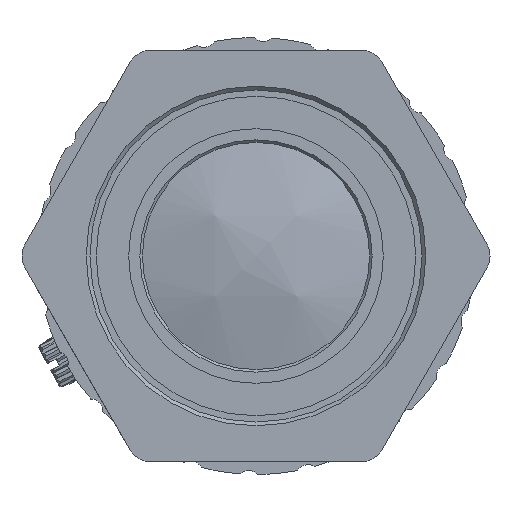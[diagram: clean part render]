
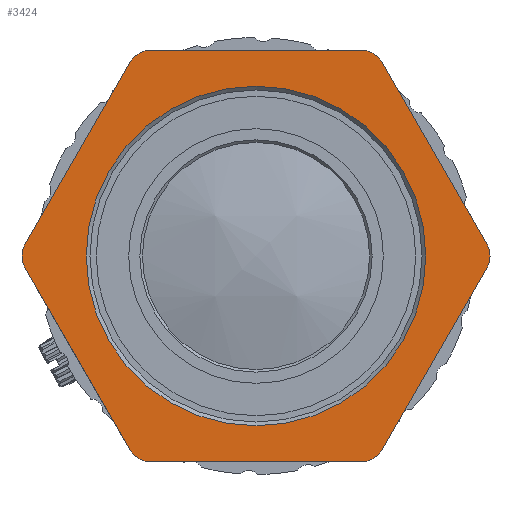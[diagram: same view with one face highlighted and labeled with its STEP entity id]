
A CAD part, left-side view. The second image highlights one B-rep face of the part: STEP entity #3424.
In plain terms, the highlighted planar face has unit normal (-1, 0, 0).
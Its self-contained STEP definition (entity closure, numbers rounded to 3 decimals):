
#1 = DIRECTION ( 'NONE',  ( 0., 0., 1. ) ) ;
#450 = CARTESIAN_POINT ( 'NONE',  ( -21.538, -13.632, 46.5 ) ) ;
#453 = CARTESIAN_POINT ( 'NONE',  ( -21.538, 22.164, 46.5 ) ) ;
#612 = CARTESIAN_POINT ( 'NONE',  ( -21.538, -15.364, 45.5 ) ) ;
#617 = DIRECTION ( 'NONE',  ( 0., -0.5, -0.866 ) ) ;
#637 = DIRECTION ( 'NONE',  ( 0., 0., 1. ) ) ;
#684 = VECTOR ( 'NONE', #11841, 1000. ) ;
#925 = DIRECTION ( 'NONE',  ( 0., 0., 1. ) ) ;
#949 = EDGE_CURVE ( 'NONE', #5940, #12330, #5157, .T. ) ;
#1495 = ORIENTED_EDGE ( 'NONE', *, *, #6230, .F. ) ;
#1571 = CARTESIAN_POINT ( 'NONE',  ( -21.538, -15.941, 46.5 ) ) ;
#1739 = CARTESIAN_POINT ( 'NONE',  ( -21.538, -6.992, 62. ) ) ;
#1891 = CARTESIAN_POINT ( 'NONE',  ( -21.538, 21.586, 45.5 ) ) ;
#1914 = CARTESIAN_POINT ( 'NONE',  ( -21.538, 13.215, 31. ) ) ;
#1931 = VECTOR ( 'NONE', #12576, 1000. ) ;
#2114 = CIRCLE ( 'NONE', #8495, 2. ) ;
#2321 = CIRCLE ( 'NONE', #6359, 13.6 ) ;
#2367 = AXIS2_PLACEMENT_3D ( 'NONE', #14351, #14195, #5646 ) ;
#2419 = VERTEX_POINT ( 'NONE', #612 ) ;
#2433 = CARTESIAN_POINT ( 'NONE',  ( -21.538, -15.364, 47.5 ) ) ;
#2547 = EDGE_CURVE ( 'NONE', #15717, #3585, #2114, .T. ) ;
#2674 = VERTEX_POINT ( 'NONE', #2433 ) ;
#2802 = ORIENTED_EDGE ( 'NONE', *, *, #15022, .F. ) ;
#2988 = LINE ( 'NONE', #7929, #11648 ) ;
#3063 = DIRECTION ( 'NONE',  ( 0., -1., 0. ) ) ;
#3275 = VERTEX_POINT ( 'NONE', #1914 ) ;
#3424 = ADVANCED_FACE ( 'NONE', ( #3510, #10935 ), #4784, .F. ) ;
#3510 = FACE_OUTER_BOUND ( 'NONE', #12028, .T. ) ;
#3550 = EDGE_CURVE ( 'NONE', #12330, #2674, #9152, .T. ) ;
#3585 = VERTEX_POINT ( 'NONE', #3761 ) ;
#3591 = VERTEX_POINT ( 'NONE', #4205 ) ;
#3741 = CIRCLE ( 'NONE', #5005, 2. ) ;
#3750 = CIRCLE ( 'NONE', #9344, 2. ) ;
#3761 = CARTESIAN_POINT ( 'NONE',  ( -21.538, -5.26, 30. ) ) ;
#3923 = CIRCLE ( 'NONE', #5186, 2. ) ;
#4205 = CARTESIAN_POINT ( 'NONE',  ( -21.538, 11.483, 63. ) ) ;
#4550 = DIRECTION ( 'NONE',  ( 1., 0., 0. ) ) ;
#4784 = PLANE ( 'NONE',  #11309 ) ;
#4812 = CARTESIAN_POINT ( 'NONE',  ( -21.538, -6.415, 30. ) ) ;
#4831 = EDGE_LOOP ( 'NONE', ( #9812 ) ) ;
#5005 = AXIS2_PLACEMENT_3D ( 'NONE', #14421, #9886, #1 ) ;
#5107 = CARTESIAN_POINT ( 'NONE',  ( -21.538, -6.992, 31. ) ) ;
#5157 = CIRCLE ( 'NONE', #8469, 2. ) ;
#5186 = AXIS2_PLACEMENT_3D ( 'NONE', #14288, #4550, #14449 ) ;
#5343 = ORIENTED_EDGE ( 'NONE', *, *, #2547, .F. ) ;
#5540 = ORIENTED_EDGE ( 'NONE', *, *, #12214, .F. ) ;
#5566 = CARTESIAN_POINT ( 'NONE',  ( -21.538, -5.26, 61. ) ) ;
#5613 = DIRECTION ( 'NONE',  ( 1., 0., 0. ) ) ;
#5616 = VECTOR ( 'NONE', #14100, 1000. ) ;
#5644 = CARTESIAN_POINT ( 'NONE',  ( -21.538, 3.111, 60.1 ) ) ;
#5646 = DIRECTION ( 'NONE',  ( 0., 0., 1. ) ) ;
#5810 = CARTESIAN_POINT ( 'NONE',  ( -21.538, 1531.708, 46.5 ) ) ;
#5823 = EDGE_CURVE ( 'NONE', #3585, #10008, #9005, .T. ) ;
#5877 = EDGE_CURVE ( 'NONE', #15318, #15318, #2321, .T. ) ;
#5919 = CARTESIAN_POINT ( 'NONE',  ( -21.538, 12.637, 63. ) ) ;
#5940 = VERTEX_POINT ( 'NONE', #14563 ) ;
#6091 = ORIENTED_EDGE ( 'NONE', *, *, #10349, .F. ) ;
#6230 = EDGE_CURVE ( 'NONE', #2674, #2419, #3750, .T. ) ;
#6359 = AXIS2_PLACEMENT_3D ( 'NONE', #6981, #12104, #925 ) ;
#6770 = ORIENTED_EDGE ( 'NONE', *, *, #7201, .F. ) ;
#6802 = DIRECTION ( 'NONE',  ( 0., 0., 1. ) ) ;
#6970 = DIRECTION ( 'NONE',  ( 0., 0., 1. ) ) ;
#6981 = CARTESIAN_POINT ( 'NONE',  ( -21.538, 3.111, 46.5 ) ) ;
#7038 = ORIENTED_EDGE ( 'NONE', *, *, #12656, .F. ) ;
#7201 = EDGE_CURVE ( 'NONE', #2419, #15717, #15756, .T. ) ;
#7929 = CARTESIAN_POINT ( 'NONE',  ( -21.538, -6.415, 63. ) ) ;
#7966 = CARTESIAN_POINT ( 'NONE',  ( -21.538, 13.215, 62. ) ) ;
#8069 = ORIENTED_EDGE ( 'NONE', *, *, #5823, .F. ) ;
#8214 = VERTEX_POINT ( 'NONE', #8277 ) ;
#8277 = CARTESIAN_POINT ( 'NONE',  ( -21.538, 21.586, 47.5 ) ) ;
#8407 = LINE ( 'NONE', #5919, #684 ) ;
#8469 = AXIS2_PLACEMENT_3D ( 'NONE', #5566, #10515, #637 ) ;
#8495 = AXIS2_PLACEMENT_3D ( 'NONE', #10725, #5613, #6970 ) ;
#8797 = ORIENTED_EDGE ( 'NONE', *, *, #11237, .F. ) ;
#9005 = LINE ( 'NONE', #11778, #5616 ) ;
#9152 = LINE ( 'NONE', #1571, #12848 ) ;
#9247 = CIRCLE ( 'NONE', #2367, 2. ) ;
#9344 = AXIS2_PLACEMENT_3D ( 'NONE', #450, #11454, #6802 ) ;
#9351 = VECTOR ( 'NONE', #9688, 1000. ) ;
#9688 = DIRECTION ( 'NONE',  ( 0., 0.5, -0.866 ) ) ;
#9761 = CARTESIAN_POINT ( 'NONE',  ( -21.538, 11.483, 30. ) ) ;
#9812 = ORIENTED_EDGE ( 'NONE', *, *, #5877, .F. ) ;
#9886 = DIRECTION ( 'NONE',  ( 1., 0., 0. ) ) ;
#10008 = VERTEX_POINT ( 'NONE', #9761 ) ;
#10349 = EDGE_CURVE ( 'NONE', #10008, #3275, #3741, .T. ) ;
#10515 = DIRECTION ( 'NONE',  ( 1., 0., 0. ) ) ;
#10555 = VERTEX_POINT ( 'NONE', #1891 ) ;
#10689 = DIRECTION ( 'NONE',  ( 0., 0., -1. ) ) ;
#10725 = CARTESIAN_POINT ( 'NONE',  ( -21.538, -5.26, 32. ) ) ;
#10935 = FACE_BOUND ( 'NONE', #4831, .T. ) ;
#11237 = EDGE_CURVE ( 'NONE', #14850, #3591, #9247, .T. ) ;
#11309 = AXIS2_PLACEMENT_3D ( 'NONE', #5810, #14599, #10689 ) ;
#11454 = DIRECTION ( 'NONE',  ( 1., 0., 0. ) ) ;
#11648 = VECTOR ( 'NONE', #3063, 1000. ) ;
#11778 = CARTESIAN_POINT ( 'NONE',  ( -21.538, 12.637, 30. ) ) ;
#11841 = DIRECTION ( 'NONE',  ( 0., -0.5, 0.866 ) ) ;
#12028 = EDGE_LOOP ( 'NONE', ( #15135, #2802, #8797, #13779, #5540, #7038, #6091, #8069, #5343, #6770, #1495, #13169 ) ) ;
#12104 = DIRECTION ( 'NONE',  ( -1., 0., 0. ) ) ;
#12214 = EDGE_CURVE ( 'NONE', #10555, #8214, #3923, .T. ) ;
#12330 = VERTEX_POINT ( 'NONE', #1739 ) ;
#12576 = DIRECTION ( 'NONE',  ( 0., 0.5, 0.866 ) ) ;
#12656 = EDGE_CURVE ( 'NONE', #3275, #10555, #12730, .T. ) ;
#12730 = LINE ( 'NONE', #453, #1931 ) ;
#12848 = VECTOR ( 'NONE', #617, 1000. ) ;
#13169 = ORIENTED_EDGE ( 'NONE', *, *, #3550, .F. ) ;
#13779 = ORIENTED_EDGE ( 'NONE', *, *, #15208, .F. ) ;
#14100 = DIRECTION ( 'NONE',  ( 0., 1., 0. ) ) ;
#14195 = DIRECTION ( 'NONE',  ( 1., 0., 0. ) ) ;
#14288 = CARTESIAN_POINT ( 'NONE',  ( -21.538, 19.854, 46.5 ) ) ;
#14351 = CARTESIAN_POINT ( 'NONE',  ( -21.538, 11.483, 61. ) ) ;
#14421 = CARTESIAN_POINT ( 'NONE',  ( -21.538, 11.483, 32. ) ) ;
#14449 = DIRECTION ( 'NONE',  ( 0., 0., 1. ) ) ;
#14563 = CARTESIAN_POINT ( 'NONE',  ( -21.538, -5.26, 63. ) ) ;
#14599 = DIRECTION ( 'NONE',  ( 1., 0., 0. ) ) ;
#14850 = VERTEX_POINT ( 'NONE', #7966 ) ;
#15022 = EDGE_CURVE ( 'NONE', #3591, #5940, #2988, .T. ) ;
#15135 = ORIENTED_EDGE ( 'NONE', *, *, #949, .F. ) ;
#15208 = EDGE_CURVE ( 'NONE', #8214, #14850, #8407, .T. ) ;
#15318 = VERTEX_POINT ( 'NONE', #5644 ) ;
#15717 = VERTEX_POINT ( 'NONE', #5107 ) ;
#15756 = LINE ( 'NONE', #4812, #9351 ) ;
